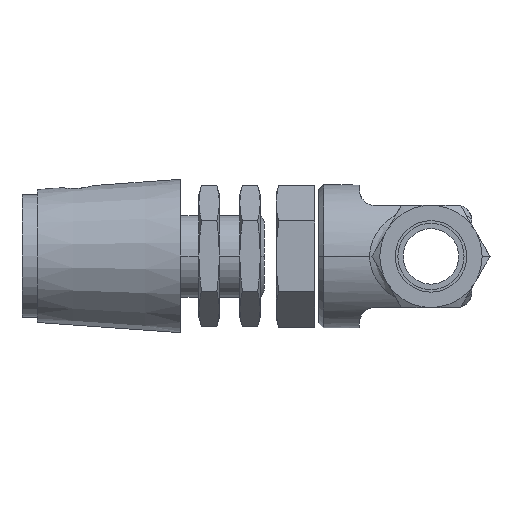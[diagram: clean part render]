
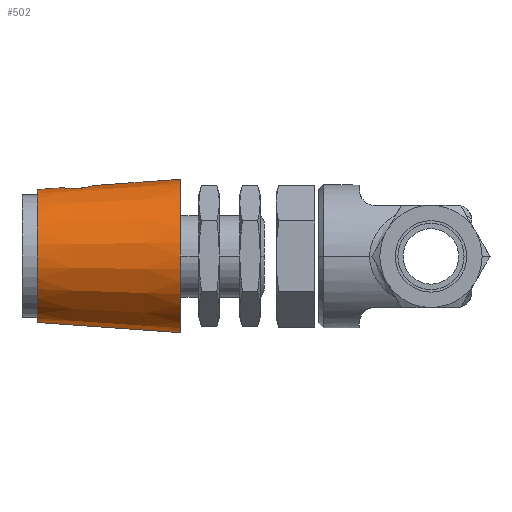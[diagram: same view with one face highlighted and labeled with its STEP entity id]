
A CAD part, left-side view. The second image highlights one B-rep face of the part: STEP entity #502.
In plain terms, the highlighted conical face has half-angle 4.086 degrees and reference radius 11.906 mm.
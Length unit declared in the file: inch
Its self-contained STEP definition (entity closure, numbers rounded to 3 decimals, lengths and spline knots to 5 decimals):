
#10 = CARTESIAN_POINT ( 'NONE',  ( -0.06707, 1.78052, 0.41615 ) ) ;
#96 = LINE ( 'NONE', #2805, #8441 ) ;
#123 = CIRCLE ( 'NONE', #1117, 0.46875 ) ;
#149 = ORIENTED_EDGE ( 'NONE', *, *, #7378, .T. ) ;
#170 = ORIENTED_EDGE ( 'NONE', *, *, #5219, .T. ) ;
#356 = CONICAL_SURFACE ( 'NONE', #6066, 0.46875, 0.071 ) ;
#502 = ADVANCED_FACE ( 'NONE', ( #7563 ), #356, .T. ) ;
#604 = VECTOR ( 'NONE', #3127, 39.37008 ) ;
#621 = CARTESIAN_POINT ( 'NONE',  ( 0.00373, 1.625, 0.43325 ) ) ;
#645 = CARTESIAN_POINT ( 'NONE',  ( -0.07745, 1.67147, 0.42216 ) ) ;
#646 = DIRECTION ( 'NONE',  ( 0., 1., 0. ) ) ;
#669 = CARTESIAN_POINT ( 'NONE',  ( -0.0536, 1.79318, 0.41732 ) ) ;
#783 = VERTEX_POINT ( 'NONE', #1149 ) ;
#980 = AXIS2_PLACEMENT_3D ( 'NONE', #5008, #1067, #3108 ) ;
#1067 = DIRECTION ( 'NONE',  ( 0., -1., 0. ) ) ;
#1117 = AXIS2_PLACEMENT_3D ( 'NONE', #4579, #646, #5264 ) ;
#1149 = CARTESIAN_POINT ( 'NONE',  ( 0.00373, 1.96875, 0.40869 ) ) ;
#1303 = CARTESIAN_POINT ( 'NONE',  ( -0.08509, 1.68812, 0.41939 ) ) ;
#1336 = CARTESIAN_POINT ( 'NONE',  ( -0.03793, 1.80296, 0.41849 ) ) ;
#1492 = ORIENTED_EDGE ( 'NONE', *, *, #5380, .F. ) ;
#1899 = CARTESIAN_POINT ( 'NONE',  ( 0.00373, 1.96875, -0.40381 ) ) ;
#1935 = CARTESIAN_POINT ( 'NONE',  ( -0.00866, 1.62562, 0.43307 ) ) ;
#1967 = CARTESIAN_POINT ( 'NONE',  ( -0.08935, 1.70595, 0.41715 ) ) ;
#1992 = CARTESIAN_POINT ( 'NONE',  ( -0.02071, 1.80947, 0.4194 ) ) ;
#2342 = LINE ( 'NONE', #8350, #604 ) ;
#2610 = CARTESIAN_POINT ( 'NONE',  ( -0.02654, 1.62981, 0.43188 ) ) ;
#2632 = CARTESIAN_POINT ( 'NONE',  ( -0.09009, 1.73045, 0.41519 ) ) ;
#2663 = CARTESIAN_POINT ( 'NONE',  ( -0.00241, 1.8125, 0.41985 ) ) ;
#2742 = EDGE_CURVE ( 'NONE', #7150, #8192, #2342, .T. ) ;
#2805 = CARTESIAN_POINT ( 'NONE',  ( 0.00373, 1.09375, 0.47119 ) ) ;
#3042 = CARTESIAN_POINT ( 'NONE',  ( 0.00373, 1.09375, 0.47119 ) ) ;
#3108 = DIRECTION ( 'NONE',  ( 0., 0., -1. ) ) ;
#3127 = DIRECTION ( 'NONE',  ( 0., -0.997, -0.071 ) ) ;
#3242 = EDGE_CURVE ( 'NONE', #6220, #7406, #8429, .T. ) ;
#3270 = CARTESIAN_POINT ( 'NONE',  ( -0.04334, 1.63745, 0.42981 ) ) ;
#3305 = CARTESIAN_POINT ( 'NONE',  ( -0.08073, 1.75991, 0.41506 ) ) ;
#3636 = B_SPLINE_CURVE_WITH_KNOTS ( 'NONE', 3,
 ( #621, #3895, #1935, #6521, #2610, #7196, #3270, #7866, #3930, #8528, #4577, #645, #5262, #1303, #5902, #1967, #6556, #2632, #7226, #3305, #7896, #3951, #10, #4610, #669, #5286, #1336, #5931, #1992, #6590, #2663, #7252 ),
 .UNSPECIFIED., .F., .F.,
 ( 4, 2, 2, 2, 2, 2, 2, 2, 2, 2, 2, 2, 2, 2, 2, 4 ),
 ( 0.00938, 0.00985, 0.01032, 0.01078, 0.01125, 0.01172, 0.01219, 0.01265, 0.01312, 0.01405, 0.01452, 0.01499, 0.01546, 0.01592, 0.01639, 0.01686 ),
 .UNSPECIFIED. ) ;
#3775 = EDGE_CURVE ( 'NONE', #783, #7150, #7483, .T. ) ;
#3895 = CARTESIAN_POINT ( 'NONE',  ( -0.00242, 1.625, 0.43325 ) ) ;
#3930 = CARTESIAN_POINT ( 'NONE',  ( -0.05821, 1.64811, 0.42713 ) ) ;
#3951 = CARTESIAN_POINT ( 'NONE',  ( -0.07098, 1.77572, 0.4158 ) ) ;
#3969 = DIRECTION ( 'NONE',  ( 0., -1., 0. ) ) ;
#4405 = VERTEX_POINT ( 'NONE', #8522 ) ;
#4476 = CARTESIAN_POINT ( 'NONE',  ( 0.00373, 1.625, 0.43325 ) ) ;
#4577 = CARTESIAN_POINT ( 'NONE',  ( -0.07068, 1.6614, 0.42415 ) ) ;
#4579 = CARTESIAN_POINT ( 'NONE',  ( 0.00373, 1.09375, 0.00244 ) ) ;
#4610 = CARTESIAN_POINT ( 'NONE',  ( -0.05833, 1.78929, 0.41692 ) ) ;
#4906 = VECTOR ( 'NONE', #7646, 39.37008 ) ;
#5008 = CARTESIAN_POINT ( 'NONE',  ( 0.00373, 1.96875, 0.00244 ) ) ;
#5161 = EDGE_LOOP ( 'NONE', ( #1492, #6775, #6433, #149, #5457, #170 ) ) ;
#5219 = EDGE_CURVE ( 'NONE', #6220, #4405, #3636, .T. ) ;
#5262 = CARTESIAN_POINT ( 'NONE',  ( -0.08039, 1.67692, 0.42118 ) ) ;
#5264 = DIRECTION ( 'NONE',  ( 0., 0., -1. ) ) ;
#5286 = CARTESIAN_POINT ( 'NONE',  ( -0.04343, 1.80001, 0.41811 ) ) ;
#5380 = EDGE_CURVE ( 'NONE', #783, #4405, #96, .T. ) ;
#5414 = DIRECTION ( 'NONE',  ( 0., -0.997, 0.071 ) ) ;
#5457 = ORIENTED_EDGE ( 'NONE', *, *, #3242, .F. ) ;
#5722 = DIRECTION ( 'NONE',  ( 0., 0., -1. ) ) ;
#5902 = CARTESIAN_POINT ( 'NONE',  ( -0.08688, 1.69393, 0.41858 ) ) ;
#5931 = CARTESIAN_POINT ( 'NONE',  ( -0.02657, 1.80768, 0.41914 ) ) ;
#6066 = AXIS2_PLACEMENT_3D ( 'NONE', #6374, #3969, #5722 ) ;
#6220 = VERTEX_POINT ( 'NONE', #4476 ) ;
#6374 = CARTESIAN_POINT ( 'NONE',  ( 0.00373, 1.09375, 0.00244 ) ) ;
#6433 = ORIENTED_EDGE ( 'NONE', *, *, #2742, .T. ) ;
#6521 = CARTESIAN_POINT ( 'NONE',  ( -0.02068, 1.62803, 0.43238 ) ) ;
#6522 = CARTESIAN_POINT ( 'NONE',  ( 0.00373, 1.09375, 0.47119 ) ) ;
#6556 = CARTESIAN_POINT ( 'NONE',  ( -0.08999, 1.71212, 0.41655 ) ) ;
#6590 = CARTESIAN_POINT ( 'NONE',  ( -0.00863, 1.81188, 0.41976 ) ) ;
#6775 = ORIENTED_EDGE ( 'NONE', *, *, #3775, .T. ) ;
#7150 = VERTEX_POINT ( 'NONE', #1899 ) ;
#7158 = CARTESIAN_POINT ( 'NONE',  ( 0.00373, 1.09375, -0.46631 ) ) ;
#7196 = CARTESIAN_POINT ( 'NONE',  ( -0.03794, 1.63454, 0.43058 ) ) ;
#7226 = CARTESIAN_POINT ( 'NONE',  ( -0.08769, 1.74287, 0.41484 ) ) ;
#7252 = CARTESIAN_POINT ( 'NONE',  ( 0.00373, 1.8125, 0.41985 ) ) ;
#7378 = EDGE_CURVE ( 'NONE', #8192, #7406, #123, .T. ) ;
#7406 = VERTEX_POINT ( 'NONE', #6522 ) ;
#7483 = CIRCLE ( 'NONE', #980, 0.40625 ) ;
#7563 = FACE_OUTER_BOUND ( 'NONE', #5161, .T. ) ;
#7646 = DIRECTION ( 'NONE',  ( 0., -0.997, 0.071 ) ) ;
#7866 = CARTESIAN_POINT ( 'NONE',  ( -0.05344, 1.6442, 0.42808 ) ) ;
#7896 = CARTESIAN_POINT ( 'NONE',  ( -0.0778, 1.76544, 0.41526 ) ) ;
#8192 = VERTEX_POINT ( 'NONE', #7158 ) ;
#8350 = CARTESIAN_POINT ( 'NONE',  ( 0.00373, 1.09375, -0.46631 ) ) ;
#8429 = LINE ( 'NONE', #3042, #4906 ) ;
#8441 = VECTOR ( 'NONE', #5414, 39.37008 ) ;
#8522 = CARTESIAN_POINT ( 'NONE',  ( 0.00373, 1.8125, 0.41985 ) ) ;
#8528 = CARTESIAN_POINT ( 'NONE',  ( -0.06683, 1.65673, 0.42516 ) ) ;
